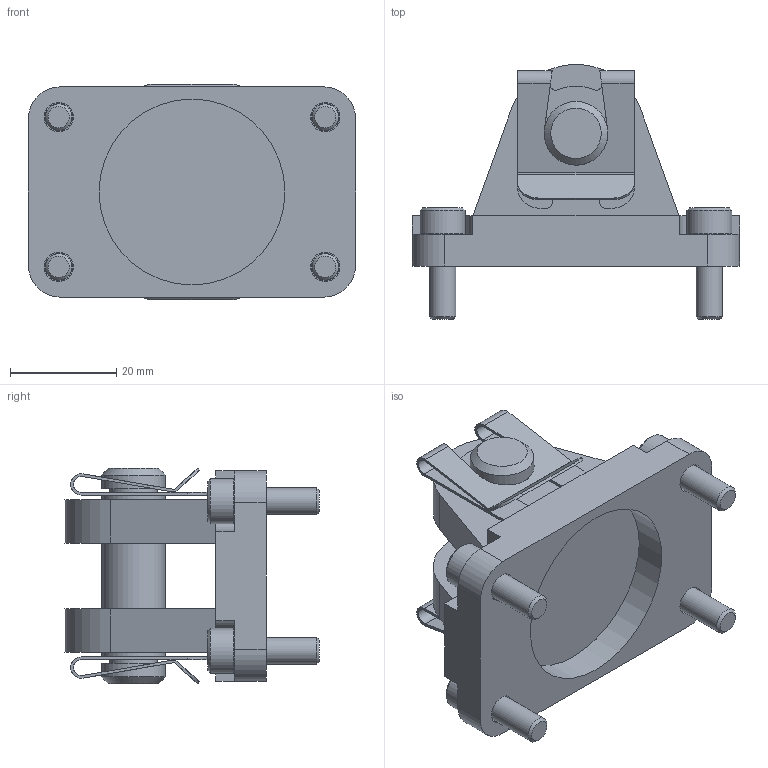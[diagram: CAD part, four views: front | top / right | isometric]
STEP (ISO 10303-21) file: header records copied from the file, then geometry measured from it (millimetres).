
FILE_DESCRIPTION(/* description */ ('STEP AP214'),/* implementation_level */ '2;1');
FILE_NAME(/* name */ '14884_SZS-40',/* time_stamp */ '2024-09-15T15:19:33+02:00',/* author */ ('License CC BY-ND 4.0'),/* organization */ ('CADENAS'),/* preprocessor_version */ 'ST-DEVELOPER v19.3',/* originating_system */ 'PARTsolutions',/* authorisation */ ' ');
FILE_SCHEMA (('AUTOMOTIVE_DESIGN {1 0 10303 214 3 1 1}'));
Length unit declared in the file: millimetre
Products named in the file (5): 14884 SZS-40; 14884 SZS-40---(F); 369468 BZ-12-030,5-AA (40.5); 209821 12 SXN 08 VERZINKT:SL; DIN-912 - M5x16(F)
Assembly tree (8 placements, depth 2):
  14884 SZS-40
    14884 SZS-40---(F)
    369468 BZ-12-030,5-AA (40.5)
    209821 12 SXN 08 VERZINKT:SL  x2
    DIN-912 - M5x16(F)  x4
Bounding box: 61.6 x 47.96 x 40.65 mm (x, y, z)
Volume: 33313.8 mm3; surface area: 18672.7 mm2
Topology: 8 solids, 8 shells, 235 faces, 540 edges, 326 vertices
Faces by surface type: plane 125, cylinder 64, cone 46
Full cylindrical faces by diameter (mm): 5 x4, 5.5 x4, 8.5 x4, 9 x2, 12 x5, 35 x1
Entity records: 3513 total; most frequent: DIRECTION 612, CARTESIAN_POINT 591, ORIENTED_EDGE 524, EDGE_CURVE 262, AXIS2_PLACEMENT_3D 228, VERTEX_POINT 177, FACE_BOUND 159, EDGE_LOOP 158
